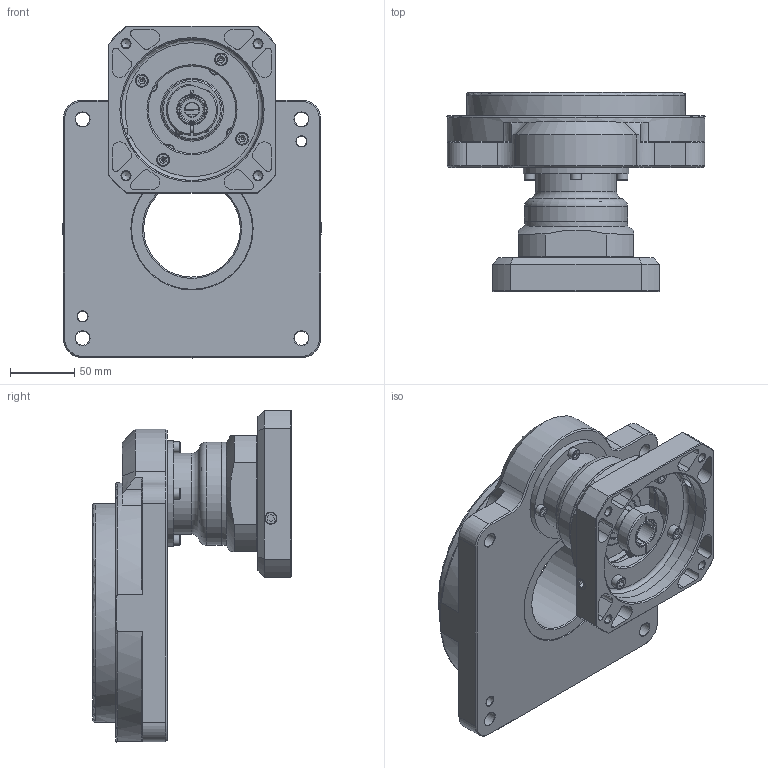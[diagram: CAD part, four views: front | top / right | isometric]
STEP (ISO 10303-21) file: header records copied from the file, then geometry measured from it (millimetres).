
FILE_DESCRIPTION (( 'STEP AP203' ), '1' );
FILE_NAME ('HLMT200-100-150KC.STEP', '2017-06-26T09:00:02', ( 'JVL' ), ( '' ), 'SwSTEP 2.0', 'SolidWorks 2016', '' );
FILE_SCHEMA (( 'CONFIG_CONTROL_DESIGN' ));
Length unit declared in the file: millimetre
Products named in the file (2): HLMT200-100-150KC; HLMT200-100-150KCM8
Bounding box: 200.63 x 154.5 x 257.82 mm (x, y, z)
Volume: 1929839.9 mm3; surface area: 291298.1 mm2
Topology: 1 solids, 28 shells, 811 faces, 1926 edges, 1213 vertices
Faces by surface type: plane 392, cylinder 200, cone 182, torus 27, bspline 10
Full cylindrical faces by diameter (mm): 2.5 x4, 3 x2, 4.2 x7, 5 x19, 5.5 x9, 6 x4, 6.8 x8, 8 x4, 8.433 x2, 8.5 x9, 10 x4, 11 x5, 11.897 x1, 19.2 x1, 23.5 x1, 24.8 x1, 25 x1, 26 x1, 29 x1, 33 x1, 35 x3, 61.22 x1, 62 x2, 63 x1, 65.8 x1, 68 x1, 75 x1, 78 x1, 80 x2, 82 x1
Entity records: 22154 total; most frequent: CARTESIAN_POINT 4767, DIRECTION 3741, ORIENTED_EDGE 3096, EDGE_CURVE 1548, AXIS2_PLACEMENT_3D 1518, EDGE_LOOP 1166, VERTEX_POINT 1084, FACE_OUTER_BOUND 943
